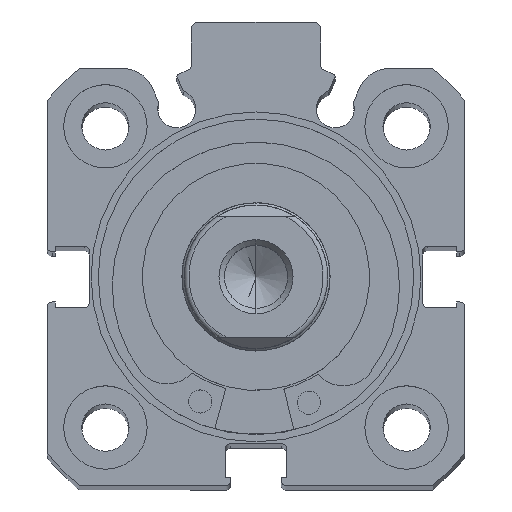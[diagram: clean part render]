
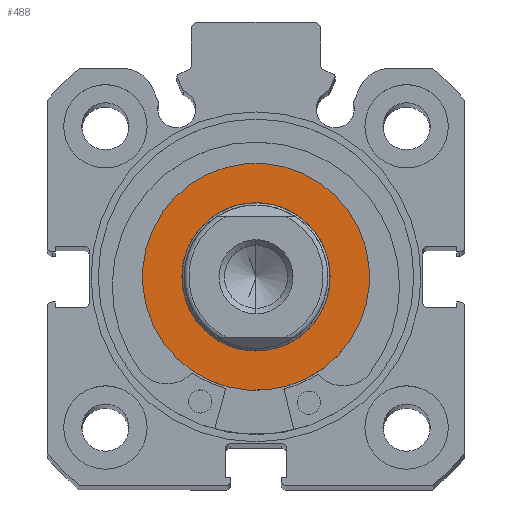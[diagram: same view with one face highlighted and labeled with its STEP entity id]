
A CAD part, top view. The second image highlights one B-rep face of the part: STEP entity #488.
In plain terms, the highlighted face is planar.
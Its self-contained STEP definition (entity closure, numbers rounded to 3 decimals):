
#488 = ADVANCED_FACE ( 'NONE', ( #3264, #3270 ), #826, .F. ) ;
#824 = DIRECTION ( 'NONE',  ( 0., 0., -1. ) ) ;
#825 = DIRECTION ( 'NONE',  ( 1., 0., 0. ) ) ;
#826 = PLANE ( 'NONE',  #2418 ) ;
#827 = CARTESIAN_POINT ( 'NONE',  ( 0., 12.25, 0. ) ) ;
#1338 = VERTEX_POINT ( 'NONE', #4877 ) ;
#1339 = VERTEX_POINT ( 'NONE', #4878 ) ;
#1340 = VERTEX_POINT ( 'NONE', #4879 ) ;
#1342 = VERTEX_POINT ( 'NONE', #4881 ) ;
#2066 = EDGE_CURVE ( 'NONE', #1339, #1340, #3947, .T. ) ;
#2068 = EDGE_CURVE ( 'NONE', #1342, #1338, #5814, .T. ) ;
#2086 = EDGE_CURVE ( 'NONE', #1340, #1339, #5838, .T. ) ;
#2088 = EDGE_CURVE ( 'NONE', #1338, #1342, #5842, .T. ) ;
#2418 = AXIS2_PLACEMENT_3D ( 'NONE', #827, #825, #824 ) ;
#2684 = AXIS2_PLACEMENT_3D ( 'NONE', #5580, #5581, #5582 ) ;
#2687 = AXIS2_PLACEMENT_3D ( 'NONE', #5583, #5586, #5587 ) ;
#2693 = AXIS2_PLACEMENT_3D ( 'NONE', #5631, #5633, #5634 ) ;
#2699 = AXIS2_PLACEMENT_3D ( 'NONE', #5632, #5638, #5639 ) ;
#2895 = EDGE_LOOP ( 'NONE', ( #3984, #3978 ) ) ;
#2965 = EDGE_LOOP ( 'NONE', ( #3962, #3991 ) ) ;
#3264 = FACE_BOUND ( 'NONE', #2895, .T. ) ;
#3270 = FACE_OUTER_BOUND ( 'NONE', #2965, .T. ) ;
#3947 = CIRCLE ( 'NONE', #2684, 12.25 ) ;
#3962 = ORIENTED_EDGE ( 'NONE', *, *, #2066, .T. ) ;
#3978 = ORIENTED_EDGE ( 'NONE', *, *, #2068, .F. ) ;
#3984 = ORIENTED_EDGE ( 'NONE', *, *, #2088, .F. ) ;
#3991 = ORIENTED_EDGE ( 'NONE', *, *, #2086, .T. ) ;
#4877 = CARTESIAN_POINT ( 'NONE',  ( 0., 0., 8. ) ) ;
#4878 = CARTESIAN_POINT ( 'NONE',  ( 0., 0., 12.25 ) ) ;
#4879 = CARTESIAN_POINT ( 'NONE',  ( 0., 0., -12.25 ) ) ;
#4881 = CARTESIAN_POINT ( 'NONE',  ( 0., 0., -8. ) ) ;
#5580 = CARTESIAN_POINT ( 'NONE',  ( 0., 0., 0. ) ) ;
#5581 = DIRECTION ( 'NONE',  ( -1., 0., 0. ) ) ;
#5582 = DIRECTION ( 'NONE',  ( 0., 0., 1. ) ) ;
#5583 = CARTESIAN_POINT ( 'NONE',  ( 0., 0., 0. ) ) ;
#5586 = DIRECTION ( 'NONE',  ( -1., 0., 0. ) ) ;
#5587 = DIRECTION ( 'NONE',  ( 0., 0., 1. ) ) ;
#5631 = CARTESIAN_POINT ( 'NONE',  ( 0., 0., 0. ) ) ;
#5632 = CARTESIAN_POINT ( 'NONE',  ( 0., 0., 0. ) ) ;
#5633 = DIRECTION ( 'NONE',  ( -1., 0., 0. ) ) ;
#5634 = DIRECTION ( 'NONE',  ( 0., 0., 1. ) ) ;
#5638 = DIRECTION ( 'NONE',  ( -1., 0., 0. ) ) ;
#5639 = DIRECTION ( 'NONE',  ( 0., 0., 1. ) ) ;
#5814 = CIRCLE ( 'NONE', #2687, 8. ) ;
#5838 = CIRCLE ( 'NONE', #2693, 12.25 ) ;
#5842 = CIRCLE ( 'NONE', #2699, 8. ) ;
